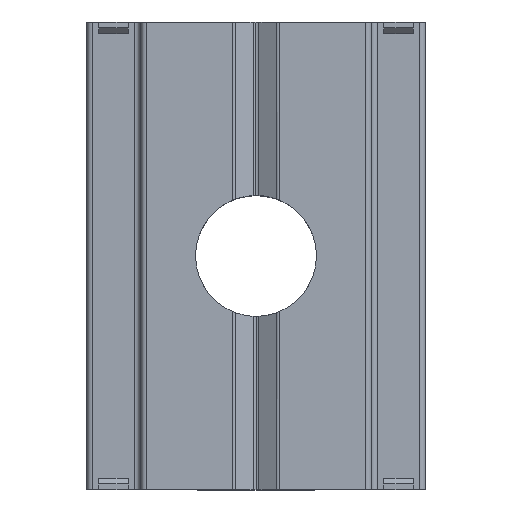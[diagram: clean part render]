
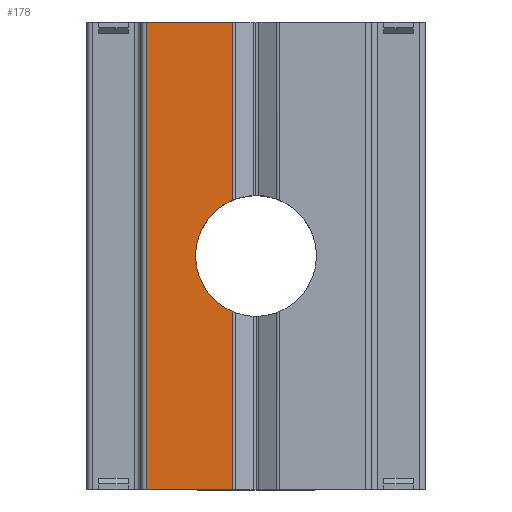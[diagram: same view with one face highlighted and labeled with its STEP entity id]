
A CAD part, top view. The second image highlights one B-rep face of the part: STEP entity #178.
In plain terms, the highlighted planar face has unit normal (0, 0, 1).
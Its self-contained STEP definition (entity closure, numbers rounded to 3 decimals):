
#35 = PLANE ( 'NONE',  #170 ) ;
#73 = CARTESIAN_POINT ( 'NONE',  ( -0.804, -8., 1. ) ) ;
#115 = CARTESIAN_POINT ( 'NONE',  ( -3.75, -8., 1. ) ) ;
#122 = ORIENTED_EDGE ( 'NONE', *, *, #2687, .T. ) ;
#163 = VECTOR ( 'NONE', #2068, 1000. ) ;
#170 = AXIS2_PLACEMENT_3D ( 'NONE', #2255, #2471, #2439 ) ;
#178 = ADVANCED_FACE ( 'NONE', ( #446 ), #35, .F. ) ;
#324 = LINE ( 'NONE', #115, #163 ) ;
#362 = AXIS2_PLACEMENT_3D ( 'NONE', #1841, #1391, #967 ) ;
#380 = DIRECTION ( 'NONE',  ( -1., 0., 0. ) ) ;
#407 = VERTEX_POINT ( 'NONE', #1961 ) ;
#446 = FACE_OUTER_BOUND ( 'NONE', #527, .T. ) ;
#527 = EDGE_LOOP ( 'NONE', ( #122, #946, #2806, #1505, #1143, #2473 ) ) ;
#568 = CARTESIAN_POINT ( 'NONE',  ( -0.804, 1.904, 1. ) ) ;
#588 = VERTEX_POINT ( 'NONE', #568 ) ;
#683 = DIRECTION ( 'NONE',  ( 0., -1., 0. ) ) ;
#751 = VERTEX_POINT ( 'NONE', #2249 ) ;
#946 = ORIENTED_EDGE ( 'NONE', *, *, #2541, .F. ) ;
#967 = DIRECTION ( 'NONE',  ( 0., -1., 0. ) ) ;
#1089 = DIRECTION ( 'NONE',  ( 0., -1., 0. ) ) ;
#1143 = ORIENTED_EDGE ( 'NONE', *, *, #2870, .F. ) ;
#1148 = VECTOR ( 'NONE', #683, 1000. ) ;
#1238 = VECTOR ( 'NONE', #1089, 1000. ) ;
#1332 = CARTESIAN_POINT ( 'NONE',  ( -0.804, -8., 1. ) ) ;
#1391 = DIRECTION ( 'NONE',  ( 0., 0., -1. ) ) ;
#1410 = EDGE_CURVE ( 'NONE', #2391, #2161, #1576, .T. ) ;
#1461 = CARTESIAN_POINT ( 'NONE',  ( -0.804, -1.904, 1. ) ) ;
#1494 = VECTOR ( 'NONE', #380, 1000. ) ;
#1505 = ORIENTED_EDGE ( 'NONE', *, *, #1834, .F. ) ;
#1535 = LINE ( 'NONE', #1332, #1148 ) ;
#1537 = VECTOR ( 'NONE', #2494, 1000. ) ;
#1576 = LINE ( 'NONE', #2429, #1238 ) ;
#1602 = LINE ( 'NONE', #1620, #1537 ) ;
#1620 = CARTESIAN_POINT ( 'NONE',  ( -5.8, 8., 1. ) ) ;
#1834 = EDGE_CURVE ( 'NONE', #751, #2833, #324, .T. ) ;
#1841 = CARTESIAN_POINT ( 'NONE',  ( 0., 0., 1. ) ) ;
#1961 = CARTESIAN_POINT ( 'NONE',  ( -0.804, 8., 1. ) ) ;
#2068 = DIRECTION ( 'NONE',  ( 0., 1., 0. ) ) ;
#2161 = VERTEX_POINT ( 'NONE', #73 ) ;
#2226 = EDGE_CURVE ( 'NONE', #407, #2833, #1602, .T. ) ;
#2249 = CARTESIAN_POINT ( 'NONE',  ( -3.75, -8., 1. ) ) ;
#2255 = CARTESIAN_POINT ( 'NONE',  ( 3.95, -8., 1. ) ) ;
#2370 = CIRCLE ( 'NONE', #362, 2.067 ) ;
#2391 = VERTEX_POINT ( 'NONE', #1461 ) ;
#2429 = CARTESIAN_POINT ( 'NONE',  ( -0.804, -8., 1. ) ) ;
#2439 = DIRECTION ( 'NONE',  ( 0., 1., 0. ) ) ;
#2471 = DIRECTION ( 'NONE',  ( 0., 0., -1. ) ) ;
#2473 = ORIENTED_EDGE ( 'NONE', *, *, #1410, .F. ) ;
#2494 = DIRECTION ( 'NONE',  ( -1., 0., 0. ) ) ;
#2541 = EDGE_CURVE ( 'NONE', #407, #588, #1535, .T. ) ;
#2550 = LINE ( 'NONE', #2827, #1494 ) ;
#2687 = EDGE_CURVE ( 'NONE', #2391, #588, #2370, .T. ) ;
#2754 = CARTESIAN_POINT ( 'NONE',  ( -3.75, 8., 1. ) ) ;
#2806 = ORIENTED_EDGE ( 'NONE', *, *, #2226, .T. ) ;
#2827 = CARTESIAN_POINT ( 'NONE',  ( -5.8, -8., 1. ) ) ;
#2833 = VERTEX_POINT ( 'NONE', #2754 ) ;
#2870 = EDGE_CURVE ( 'NONE', #2161, #751, #2550, .T. ) ;
